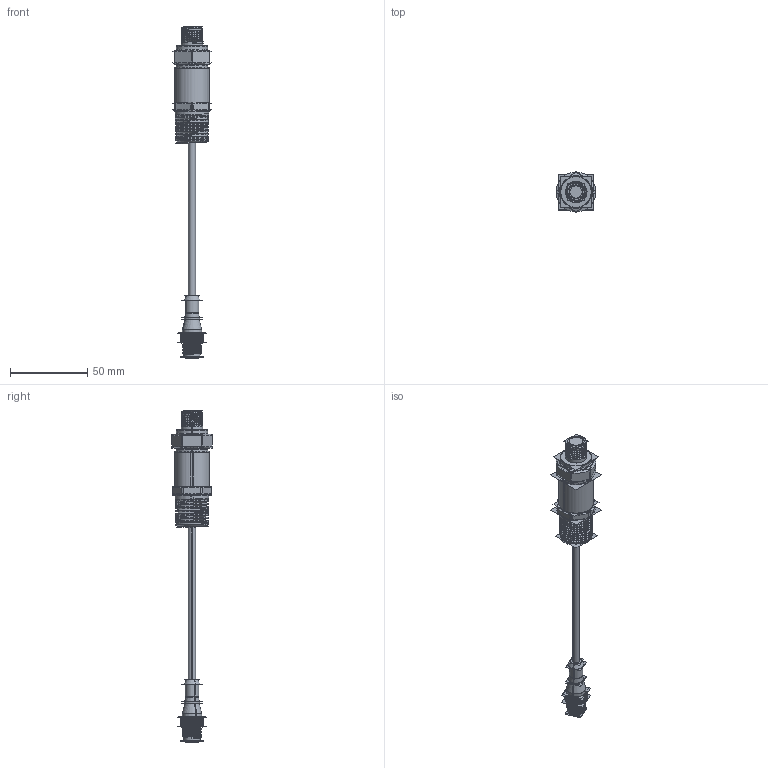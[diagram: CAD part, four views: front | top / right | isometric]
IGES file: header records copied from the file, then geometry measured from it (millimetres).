
Start section:  PTC IGES file: 226424_sm01.igs
Global section: file name: 226424_sm01.igs; native system: Creo Parametric by PTC Inc.; preprocessor: 2019292; author: PDMAdmin; organization: Unknown; date: 20211116.113314; units: millimetre
Bounding box: 25.69 x 25.92 x 214.5 mm (x, y, z)
Volume: 27035.7 mm3; surface area: 57111.5 mm2
Topology: 2 solids, 3 shells, 4144 faces, 18798 edges, 22550 vertices
Faces by surface type: bspline 3020, revolution 1124
